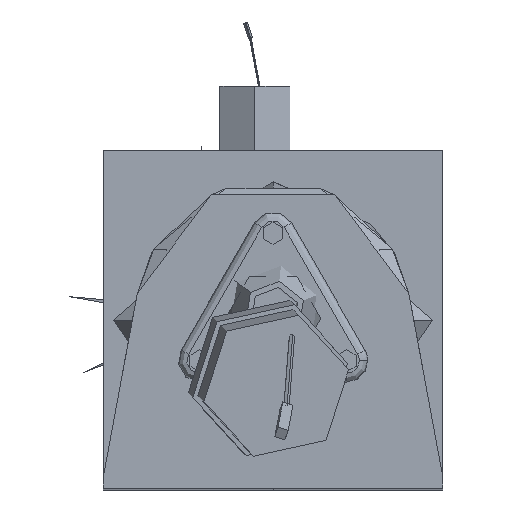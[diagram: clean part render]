
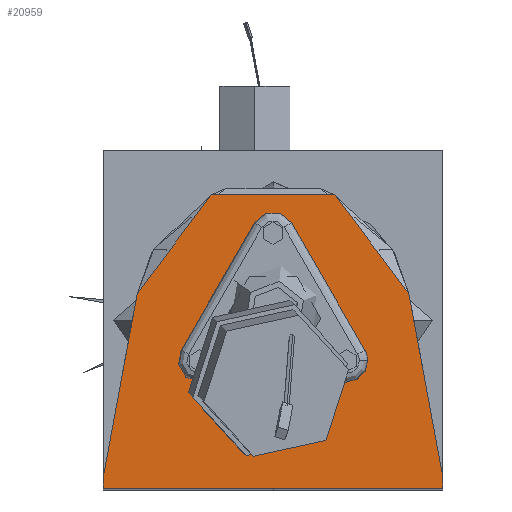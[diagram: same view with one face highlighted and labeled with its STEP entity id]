
A CAD part, top view. The second image highlights one B-rep face of the part: STEP entity #20959.
In plain terms, the highlighted planar face has unit normal (0, 0, 1).
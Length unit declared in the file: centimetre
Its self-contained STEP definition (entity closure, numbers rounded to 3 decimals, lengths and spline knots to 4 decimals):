
#129 = CARTESIAN_POINT ( 'NONE',  ( 2.7645, -1.2415, 4.2065 ) ) ;
#460 = LINE ( 'NONE', #14084, #15819 ) ;
#547 = VERTEX_POINT ( 'NONE', #20993 ) ;
#772 = VECTOR ( 'NONE', #10676, 100. ) ;
#868 = VECTOR ( 'NONE', #7774, 100. ) ;
#1243 = DIRECTION ( 'NONE',  ( -1., 0., 0. ) ) ;
#1487 = AXIS2_PLACEMENT_3D ( 'NONE', #17622, #15757, #13327 ) ;
#1518 = LINE ( 'NONE', #25610, #11020 ) ;
#1587 = ORIENTED_EDGE ( 'NONE', *, *, #2712, .T. ) ;
#2413 = CIRCLE ( 'NONE', #1487, 0.1465 ) ;
#2712 = EDGE_CURVE ( 'NONE', #12847, #8657, #5489, .T. ) ;
#3434 = CARTESIAN_POINT ( 'NONE',  ( 1.2115, 0.1506, 4.2065 ) ) ;
#3484 = CARTESIAN_POINT ( 'NONE',  ( 2.2268, -0.289, 4.2065 ) ) ;
#3613 = CARTESIAN_POINT ( 'NONE',  ( 2.7645, -1.2415, 4.2065 ) ) ;
#4009 = AXIS2_PLACEMENT_3D ( 'NONE', #19863, #26593, #4254 ) ;
#4116 = PLANE ( 'NONE',  #4009 ) ;
#4193 = VERTEX_POINT ( 'NONE', #8689 ) ;
#4254 = DIRECTION ( 'NONE',  ( -1., 0., 0. ) ) ;
#4958 = CARTESIAN_POINT ( 'NONE',  ( 1.4654, 0.5902, 4.2065 ) ) ;
#5069 = CARTESIAN_POINT ( 'NONE',  ( 2.5288, 0.1043, 4.2065 ) ) ;
#5147 = EDGE_CURVE ( 'NONE', #5890, #11796, #1518, .T. ) ;
#5489 = LINE ( 'NONE', #27133, #868 ) ;
#5571 = LINE ( 'NONE', #3434, #18336 ) ;
#5742 = VERTEX_POINT ( 'NONE', #23294 ) ;
#5890 = VERTEX_POINT ( 'NONE', #6334 ) ;
#6050 = ORIENTED_EDGE ( 'NONE', *, *, #26511, .T. ) ;
#6074 = ORIENTED_EDGE ( 'NONE', *, *, #24612, .T. ) ;
#6246 = FACE_OUTER_BOUND ( 'NONE', #24273, .T. ) ;
#6334 = CARTESIAN_POINT ( 'NONE',  ( 2.7645, -1.1682, 4.2065 ) ) ;
#6513 = CARTESIAN_POINT ( 'NONE',  ( 0.42, -1.2415, 4.2065 ) ) ;
#6746 = DIRECTION ( 'NONE',  ( 0., 0., 1. ) ) ;
#7161 = CARTESIAN_POINT ( 'NONE',  ( 1.7192, 0.5902, 4.2065 ) ) ;
#7503 = EDGE_CURVE ( 'NONE', #5742, #10323, #9885, .T. ) ;
#7712 = EDGE_CURVE ( 'NONE', #21826, #15580, #13263, .T. ) ;
#7774 = DIRECTION ( 'NONE',  ( 0.5, -0.866, 0. ) ) ;
#7939 = ORIENTED_EDGE ( 'NONE', *, *, #10118, .T. ) ;
#8258 = FACE_BOUND ( 'NONE', #14945, .T. ) ;
#8657 = VERTEX_POINT ( 'NONE', #3484 ) ;
#8689 = CARTESIAN_POINT ( 'NONE',  ( 0.9577, -0.289, 4.2065 ) ) ;
#8881 = CARTESIAN_POINT ( 'NONE',  ( 1.5923, -0.0692, 4.2065 ) ) ;
#9519 = CARTESIAN_POINT ( 'NONE',  ( 1.0846, -0.3623, 4.2065 ) ) ;
#9885 = CIRCLE ( 'NONE', #17227, 0.1465 ) ;
#9937 = ORIENTED_EDGE ( 'NONE', *, *, #27565, .T. ) ;
#10118 = EDGE_CURVE ( 'NONE', #15533, #21826, #13770, .T. ) ;
#10323 = VERTEX_POINT ( 'NONE', #13026 ) ;
#10581 = AXIS2_PLACEMENT_3D ( 'NONE', #16727, #14851, #1243 ) ;
#10676 = DIRECTION ( 'NONE',  ( 0.182, 0.983, 0. ) ) ;
#10700 = CARTESIAN_POINT ( 'NONE',  ( 0.42, -1.2415, 4.2065 ) ) ;
#10814 = CARTESIAN_POINT ( 'NONE',  ( 0.42, -1.2415, 4.2065 ) ) ;
#10840 = ORIENTED_EDGE ( 'NONE', *, *, #20862, .F. ) ;
#11020 = VECTOR ( 'NONE', #18742, 100. ) ;
#11280 = VECTOR ( 'NONE', #28291, 100. ) ;
#11459 = DIRECTION ( 'NONE',  ( -1., 0., 0. ) ) ;
#11796 = VERTEX_POINT ( 'NONE', #5069 ) ;
#11820 = DIRECTION ( 'NONE',  ( -1., 0., 0. ) ) ;
#12655 = ORIENTED_EDGE ( 'NONE', *, *, #5147, .T. ) ;
#12847 = VERTEX_POINT ( 'NONE', #7161 ) ;
#13026 = CARTESIAN_POINT ( 'NONE',  ( 2.0999, -0.5088, 4.2065 ) ) ;
#13206 = VERTEX_POINT ( 'NONE', #4958 ) ;
#13263 = LINE ( 'NONE', #10814, #17278 ) ;
#13327 = DIRECTION ( 'NONE',  ( -1., 0., 0. ) ) ;
#13770 = LINE ( 'NONE', #6513, #11280 ) ;
#14084 = CARTESIAN_POINT ( 'NONE',  ( 1.5923, -0.5088, 4.2065 ) ) ;
#14104 = EDGE_CURVE ( 'NONE', #10323, #547, #460, .T. ) ;
#14851 = DIRECTION ( 'NONE',  ( 0., 0., -1. ) ) ;
#14945 = EDGE_LOOP ( 'NONE', ( #28234, #18147, #21118, #9937, #1587, #6050, #26196 ) ) ;
#14965 = AXIS2_PLACEMENT_3D ( 'NONE', #8881, #6746, #22108 ) ;
#15481 = CARTESIAN_POINT ( 'NONE',  ( 2.0999, -0.3623, 4.2065 ) ) ;
#15533 = VERTEX_POINT ( 'NONE', #18655 ) ;
#15571 = VECTOR ( 'NONE', #17620, 100. ) ;
#15573 = ORIENTED_EDGE ( 'NONE', *, *, #7712, .T. ) ;
#15580 = VERTEX_POINT ( 'NONE', #3613 ) ;
#15632 = CARTESIAN_POINT ( 'NONE',  ( 0.6557, 0.1043, 4.2065 ) ) ;
#15757 = DIRECTION ( 'NONE',  ( 0., 0., -1. ) ) ;
#15819 = VECTOR ( 'NONE', #26571, 100. ) ;
#16353 = CIRCLE ( 'NONE', #14965, 0.9525 ) ;
#16419 = ORIENTED_EDGE ( 'NONE', *, *, #22161, .T. ) ;
#16727 = CARTESIAN_POINT ( 'NONE',  ( 2.0999, -0.3623, 4.2065 ) ) ;
#17227 = AXIS2_PLACEMENT_3D ( 'NONE', #15481, #26369, #11459 ) ;
#17278 = VECTOR ( 'NONE', #28305, 100. ) ;
#17620 = DIRECTION ( 'NONE',  ( 0., 1., 0. ) ) ;
#17622 = CARTESIAN_POINT ( 'NONE',  ( 1.5923, 0.5169, 4.2065 ) ) ;
#18147 = ORIENTED_EDGE ( 'NONE', *, *, #24869, .T. ) ;
#18336 = VECTOR ( 'NONE', #25355, 100. ) ;
#18655 = CARTESIAN_POINT ( 'NONE',  ( 0.42, -1.1682, 4.2065 ) ) ;
#18742 = DIRECTION ( 'NONE',  ( -0.182, 0.983, 0. ) ) ;
#19863 = CARTESIAN_POINT ( 'NONE',  ( 1.5923, -0.0692, 4.2065 ) ) ;
#20157 = AXIS2_PLACEMENT_3D ( 'NONE', #9519, #20416, #11820 ) ;
#20416 = DIRECTION ( 'NONE',  ( 0., 0., -1. ) ) ;
#20862 = EDGE_CURVE ( 'NONE', #15533, #25909, #23775, .T. ) ;
#20959 = ADVANCED_FACE ( 'NONE', ( #8258, #6246 ), #4116, .F. ) ;
#20993 = CARTESIAN_POINT ( 'NONE',  ( 1.0846, -0.5088, 4.2065 ) ) ;
#21118 = ORIENTED_EDGE ( 'NONE', *, *, #24651, .T. ) ;
#21826 = VERTEX_POINT ( 'NONE', #10700 ) ;
#22108 = DIRECTION ( 'NONE',  ( 1., 0., 0. ) ) ;
#22161 = EDGE_CURVE ( 'NONE', #11796, #25909, #16353, .T. ) ;
#23294 = CARTESIAN_POINT ( 'NONE',  ( 2.2464, -0.3623, 4.2065 ) ) ;
#23775 = LINE ( 'NONE', #25615, #772 ) ;
#24273 = EDGE_LOOP ( 'NONE', ( #16419, #10840, #7939, #15573, #6074, #12655 ) ) ;
#24612 = EDGE_CURVE ( 'NONE', #15580, #5890, #26229, .T. ) ;
#24651 = EDGE_CURVE ( 'NONE', #4193, #13206, #5571, .T. ) ;
#24869 = EDGE_CURVE ( 'NONE', #547, #4193, #25661, .T. ) ;
#25355 = DIRECTION ( 'NONE',  ( 0.5, 0.866, 0. ) ) ;
#25610 = CARTESIAN_POINT ( 'NONE',  ( 2.5288, 0.1043, 4.2065 ) ) ;
#25615 = CARTESIAN_POINT ( 'NONE',  ( 0.6557, 0.1043, 4.2065 ) ) ;
#25661 = CIRCLE ( 'NONE', #20157, 0.1465 ) ;
#25909 = VERTEX_POINT ( 'NONE', #15632 ) ;
#26196 = ORIENTED_EDGE ( 'NONE', *, *, #7503, .T. ) ;
#26229 = LINE ( 'NONE', #129, #15571 ) ;
#26369 = DIRECTION ( 'NONE',  ( 0., 0., -1. ) ) ;
#26511 = EDGE_CURVE ( 'NONE', #8657, #5742, #27975, .T. ) ;
#26571 = DIRECTION ( 'NONE',  ( -1., 0., 0. ) ) ;
#26593 = DIRECTION ( 'NONE',  ( 0., 0., -1. ) ) ;
#27133 = CARTESIAN_POINT ( 'NONE',  ( 1.973, 0.1506, 4.2065 ) ) ;
#27565 = EDGE_CURVE ( 'NONE', #13206, #12847, #2413, .T. ) ;
#27975 = CIRCLE ( 'NONE', #10581, 0.1465 ) ;
#28234 = ORIENTED_EDGE ( 'NONE', *, *, #14104, .T. ) ;
#28291 = DIRECTION ( 'NONE',  ( 0., -1., 0. ) ) ;
#28305 = DIRECTION ( 'NONE',  ( 1., 0., 0. ) ) ;
